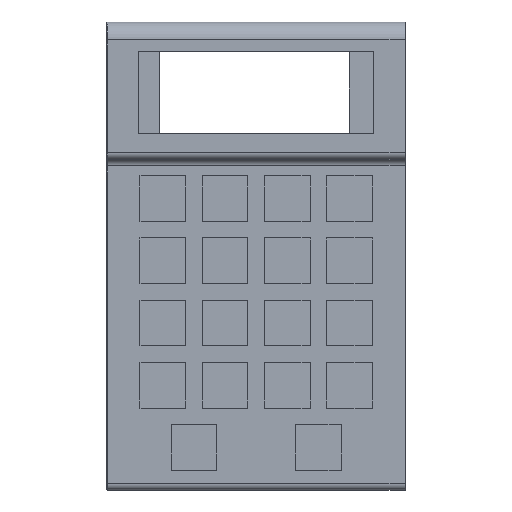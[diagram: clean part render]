
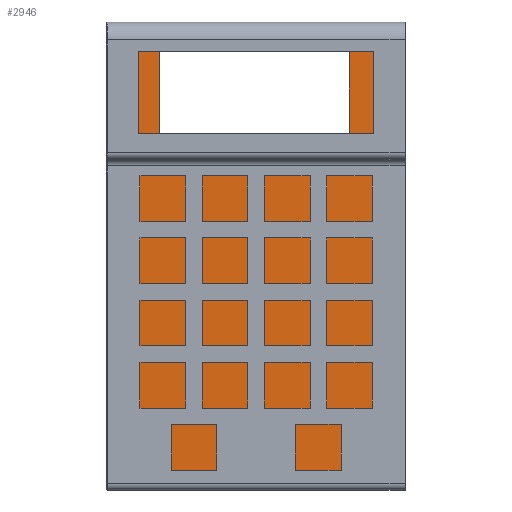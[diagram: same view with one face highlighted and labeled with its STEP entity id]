
A CAD part, top view. The second image highlights one B-rep face of the part: STEP entity #2946.
In plain terms, the highlighted face is planar.
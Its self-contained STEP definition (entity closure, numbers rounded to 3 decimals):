
#85=FACE_BOUND('',#548,.T.);
#86=FACE_BOUND('',#549,.T.);
#87=FACE_BOUND('',#550,.T.);
#88=FACE_BOUND('',#551,.T.);
#89=FACE_BOUND('',#552,.T.);
#208=PLANE('',#3171);
#353=FACE_OUTER_BOUND('',#547,.T.);
#547=EDGE_LOOP('',(#2764,#2765,#2766,#2767));
#548=EDGE_LOOP('',(#2768));
#549=EDGE_LOOP('',(#2769));
#550=EDGE_LOOP('',(#2770));
#551=EDGE_LOOP('',(#2771));
#552=EDGE_LOOP('',(#2772,#2773,#2774,#2775));
#864=LINE('',#4623,#1211);
#869=LINE('',#4638,#1216);
#889=LINE('',#4773,#1236);
#890=LINE('',#4775,#1237);
#893=LINE('',#4786,#1240);
#896=LINE('',#4791,#1243);
#898=LINE('',#4795,#1245);
#899=LINE('',#4797,#1246);
#1211=VECTOR('',#3794,10.);
#1216=VECTOR('',#3807,10.);
#1236=VECTOR('',#3893,10.);
#1237=VECTOR('',#3896,10.);
#1240=VECTOR('',#3907,10.);
#1243=VECTOR('',#3912,10.);
#1245=VECTOR('',#3916,10.);
#1246=VECTOR('',#3919,10.);
#1291=CIRCLE('',#3152,1.);
#1292=CIRCLE('',#3154,1.);
#1293=CIRCLE('',#3156,1.);
#1294=CIRCLE('',#3158,1.);
#1527=VERTEX_POINT('',#4620);
#1528=VERTEX_POINT('',#4622);
#1533=VERTEX_POINT('',#4635);
#1534=VERTEX_POINT('',#4637);
#1555=VERTEX_POINT('',#4751);
#1556=VERTEX_POINT('',#4755);
#1557=VERTEX_POINT('',#4759);
#1558=VERTEX_POINT('',#4763);
#1563=VERTEX_POINT('',#4783);
#1564=VERTEX_POINT('',#4785);
#1565=VERTEX_POINT('',#4789);
#1566=VERTEX_POINT('',#4793);
#1908=EDGE_CURVE('',#1528,#1527,#864,.T.);
#1915=EDGE_CURVE('',#1534,#1533,#869,.T.);
#1947=EDGE_CURVE('',#1555,#1555,#1291,.T.);
#1949=EDGE_CURVE('',#1556,#1556,#1292,.T.);
#1951=EDGE_CURVE('',#1557,#1557,#1293,.T.);
#1953=EDGE_CURVE('',#1558,#1558,#1294,.T.);
#1957=EDGE_CURVE('',#1527,#1534,#889,.T.);
#1958=EDGE_CURVE('',#1533,#1528,#890,.T.);
#1963=EDGE_CURVE('',#1564,#1563,#893,.T.);
#1966=EDGE_CURVE('',#1563,#1565,#896,.T.);
#1968=EDGE_CURVE('',#1565,#1566,#898,.T.);
#1969=EDGE_CURVE('',#1566,#1564,#899,.T.);
#2764=ORIENTED_EDGE('',*,*,#1969,.T.);
#2765=ORIENTED_EDGE('',*,*,#1963,.T.);
#2766=ORIENTED_EDGE('',*,*,#1966,.T.);
#2767=ORIENTED_EDGE('',*,*,#1968,.T.);
#2768=ORIENTED_EDGE('',*,*,#1947,.T.);
#2769=ORIENTED_EDGE('',*,*,#1949,.T.);
#2770=ORIENTED_EDGE('',*,*,#1951,.T.);
#2771=ORIENTED_EDGE('',*,*,#1953,.T.);
#2772=ORIENTED_EDGE('',*,*,#1957,.T.);
#2773=ORIENTED_EDGE('',*,*,#1915,.T.);
#2774=ORIENTED_EDGE('',*,*,#1958,.T.);
#2775=ORIENTED_EDGE('',*,*,#1908,.T.);
#2946=ADVANCED_FACE('',(#353,#85,#86,#87,#88,#89),#208,.F.);
#3152=AXIS2_PLACEMENT_3D('',#4753,#3867,#3868);
#3154=AXIS2_PLACEMENT_3D('',#4757,#3872,#3873);
#3156=AXIS2_PLACEMENT_3D('',#4761,#3877,#3878);
#3158=AXIS2_PLACEMENT_3D('',#4765,#3882,#3883);
#3171=AXIS2_PLACEMENT_3D('',#4798,#3920,#3921);
#3794=DIRECTION('',(1.,0.,0.));
#3807=DIRECTION('',(-1.,0.,0.));
#3867=DIRECTION('center_axis',(0.,0.,
1.));
#3868=DIRECTION('ref_axis',(-1.,0.,0.));
#3872=DIRECTION('center_axis',(0.,0.,
1.));
#3873=DIRECTION('ref_axis',(-1.,0.,0.));
#3877=DIRECTION('center_axis',(0.,0.,
1.));
#3878=DIRECTION('ref_axis',(-1.,0.,0.));
#3882=DIRECTION('center_axis',(0.,0.,
1.));
#3883=DIRECTION('ref_axis',(-1.,0.,0.));
#3893=DIRECTION('',(0.,1.,0.));
#3896=DIRECTION('',(0.,-1.,0.));
#3907=DIRECTION('',(0.,-1.,0.));
#3912=DIRECTION('',(-1.,0.,0.));
#3916=DIRECTION('',(0.,1.,0.));
#3919=DIRECTION('',(1.,0.,0.));
#3920=DIRECTION('center_axis',(0.,0.,
1.));
#3921=DIRECTION('ref_axis',(1.,0.,0.));
#4620=CARTESIAN_POINT('',(30.,44.503,0.));
#4622=CARTESIAN_POINT('',(-28.,44.503,0.));
#4623=CARTESIAN_POINT('',(15.25,44.503,0.));
#4635=CARTESIAN_POINT('',(-28.,77.503,0.));
#4637=CARTESIAN_POINT('',(30.,77.503,0.));
#4638=CARTESIAN_POINT('',(-13.75,77.503,0.));
#4751=CARTESIAN_POINT('',(42.5,-53.497,0.));
#4753=CARTESIAN_POINT('Origin',(41.5,-53.497,0.));
#4755=CARTESIAN_POINT('',(42.5,42.503,0.));
#4757=CARTESIAN_POINT('Origin',(41.5,42.503,0.));
#4759=CARTESIAN_POINT('',(-39.5,-53.497,0.));
#4761=CARTESIAN_POINT('Origin',(-40.5,-53.497,0.));
#4763=CARTESIAN_POINT('',(-39.5,42.503,0.));
#4765=CARTESIAN_POINT('Origin',(-40.5,42.503,0.));
#4773=CARTESIAN_POINT('',(30.,45.503,0.));
#4775=CARTESIAN_POINT('',(-28.,29.003,0.));
#4783=CARTESIAN_POINT('',(46.,-57.997,0.));
#4785=CARTESIAN_POINT('',(46.,85.003,0.));
#4786=CARTESIAN_POINT('',(46.,85.003,0.));
#4789=CARTESIAN_POINT('',(-45.,-57.997,0.));
#4791=CARTESIAN_POINT('',(46.,-57.997,0.));
#4793=CARTESIAN_POINT('',(-45.,85.003,0.));
#4795=CARTESIAN_POINT('',(-45.,-57.997,0.));
#4797=CARTESIAN_POINT('',(-45.,85.003,0.));
#4798=CARTESIAN_POINT('Origin',(0.5,13.503,0.));
